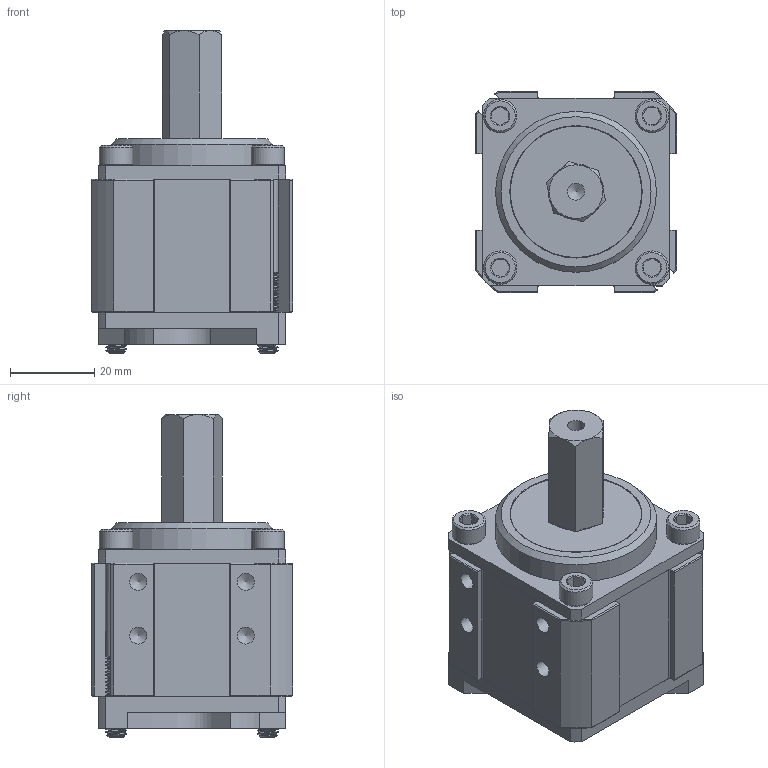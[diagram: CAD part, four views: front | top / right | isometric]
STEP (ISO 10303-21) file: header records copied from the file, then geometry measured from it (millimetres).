
FILE_DESCRIPTION(/* description */ (''),/* implementation_level */ '2;1');
FILE_NAME(/* name */ 'am-3658.iam.stp',/* time_stamp */ '2017-12-12T12:04:43-08:00',/* author */ ('Autodesk Inc.'),/* organization */ ('Autodesk Inc.'),/* preprocessor_version */ 'ST-DEVELOPER v16.13',/* originating_system */ 'Autodesk Inventor 2018',/* authorisation */ '');
FILE_SCHEMA (('AUTOMOTIVE_DESIGN { 1 0 10303 214 3 1 1 }'));
Length unit declared in the file: inch
Products named in the file (14): am-3658; am-XXXX - 57 Sport 500 Hex Output Plug; am-XXXX - 57 Sport 500 Hex Shaft; Output Block; FR8ZZ Bearing; retaining Ring 0500 - Mcm 98410A122_98410A122; am-XXXX - 57 Sport 1 Stage Ring Gear Housing; am-3765 - 57 Sport Motor Block; 10-32 x 1.750 SHCS_90128A953; 10-32 X 375 SHCS_90128A940; am-XXXX - 4_1 Input Stage; am-XXXX - 57 Sport Shaft Carrier Plate; 16T Planet Gear; Thrust washer - 775 Sport
Assembly tree (19 placements, depth 3):
  am-3658
    am-XXXX - 57 Sport 500 Hex Output Plug
      am-XXXX - 57 Sport 500 Hex Shaft
      Output Block
      FR8ZZ Bearing  x2
      retaining Ring 0500 - Mcm 98410A122_98410A122
    am-XXXX - 57 Sport 1 Stage Ring Gear Housing
    am-3765 - 57 Sport Motor Block
    10-32 x 1.750 SHCS_90128A953  x2
    10-32 X 375 SHCS_90128A940  x2
    am-XXXX - 4_1 Input Stage
      am-XXXX - 57 Sport Shaft Carrier Plate
      16T Planet Gear  x4
    Thrust washer - 775 Sport
Bounding box: 47.62 x 47.62 x 76.45 mm (x, y, z)
Volume: 79059.9 mm3; surface area: 45679.3 mm2
Topology: 17 solids, 17 shells, 830 faces, 2198 edges, 1429 vertices
Faces by surface type: cylinder 568, plane 158, cone 73, torus 19, bspline 12
Full cylindrical faces by diameter (mm): 1.194 x2, 3.2 x2, 4 x8, 4.039 x14, 4.5 x2, 5.08 x2, 5.105 x4, 6.248 x2, 7.849 x2, 7.925 x4, 11.887 x1, 12.675 x2, 12.7 x2, 14.275 x1, 17.551 x1, 19 x1, 28.575 x3, 31 x1, 31.115 x3, 31.75 x2, 36.83 x1, 36.906 x2, 38.075 x1, 38.1 x1
Entity records: 26331 total; most frequent: CARTESIAN_POINT 12007, DIRECTION 3087, ORIENTED_EDGE 2740, EDGE_CURVE 1370, AXIS2_PLACEMENT_3D 1286, VERTEX_POINT 940, EDGE_LOOP 720, CIRCLE 686
